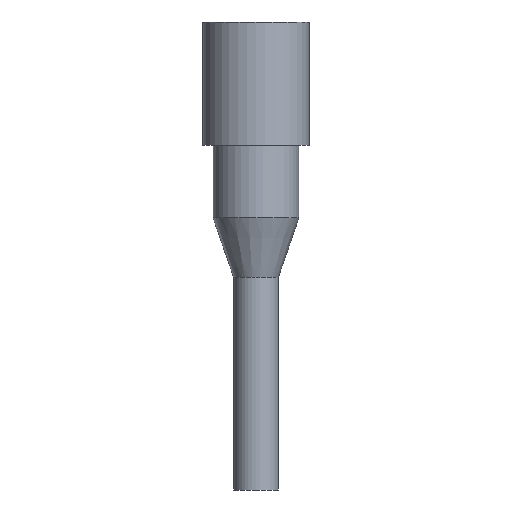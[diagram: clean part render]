
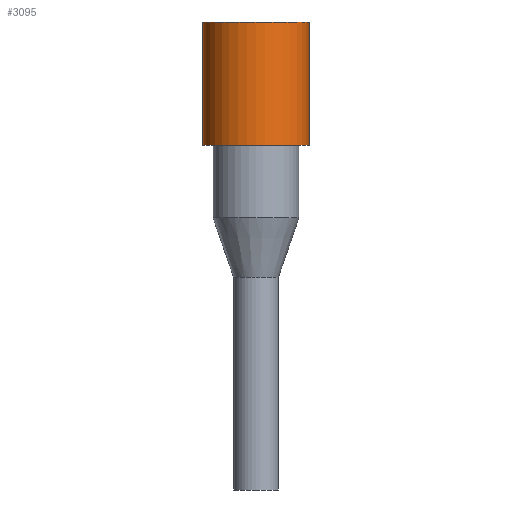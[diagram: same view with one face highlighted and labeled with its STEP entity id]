
A CAD part, front view. The second image highlights one B-rep face of the part: STEP entity #3095.
In plain terms, the highlighted cylindrical face has radius 12.5 mm (diameter 25 mm), a full revolution.
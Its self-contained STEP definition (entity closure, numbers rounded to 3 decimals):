
#23=CYLINDRICAL_SURFACE($,#3210,12.5);
#24=CIRCLE($,#3169,12.5);
#45=CIRCLE($,#3211,12.5);
#161=FACE_BOUND($,#536,.T.);
#332=FACE_OUTER_BOUND($,#535,.T.);
#535=EDGE_LOOP($,(#2799));
#536=EDGE_LOOP($,(#2800));
#1480=VERTEX_POINT($,#5845);
#1501=VERTEX_POINT($,#5908);
#1916=EDGE_CURVE($,#1480,#1480,#24,.T.);
#1937=EDGE_CURVE($,#1501,#1501,#45,.T.);
#2799=ORIENTED_EDGE($,*,*,#1916,.T.);
#2800=ORIENTED_EDGE($,*,*,#1937,.F.);
#3095=ADVANCED_FACE($,(#332,#161),#23,.T.);
#3169=AXIS2_PLACEMENT_3D($,#5846,#3602,#3603);
#3210=AXIS2_PLACEMENT_3D($,#5907,#3684,#3685);
#3211=AXIS2_PLACEMENT_3D($,#5909,#3686,#3687);
#3602=DIRECTION('center_axis',(0.,0.,-1.));
#3603=DIRECTION('ref_axis',(-1.,0.,0.));
#3684=DIRECTION('center_axis',(0.,0.,1.));
#3685=DIRECTION('ref_axis',(-1.,0.,0.));
#3686=DIRECTION('center_axis',(0.,0.,-1.));
#3687=DIRECTION('ref_axis',(-1.,0.,0.));
#5845=CARTESIAN_POINT('',(12.5,0.,29.));
#5846=CARTESIAN_POINT('Origin',(0.,0.,29.));
#5907=CARTESIAN_POINT('Origin',(0.,0.,0.));
#5908=CARTESIAN_POINT('',(12.5,0.,0.));
#5909=CARTESIAN_POINT('Origin',(0.,0.,0.));
